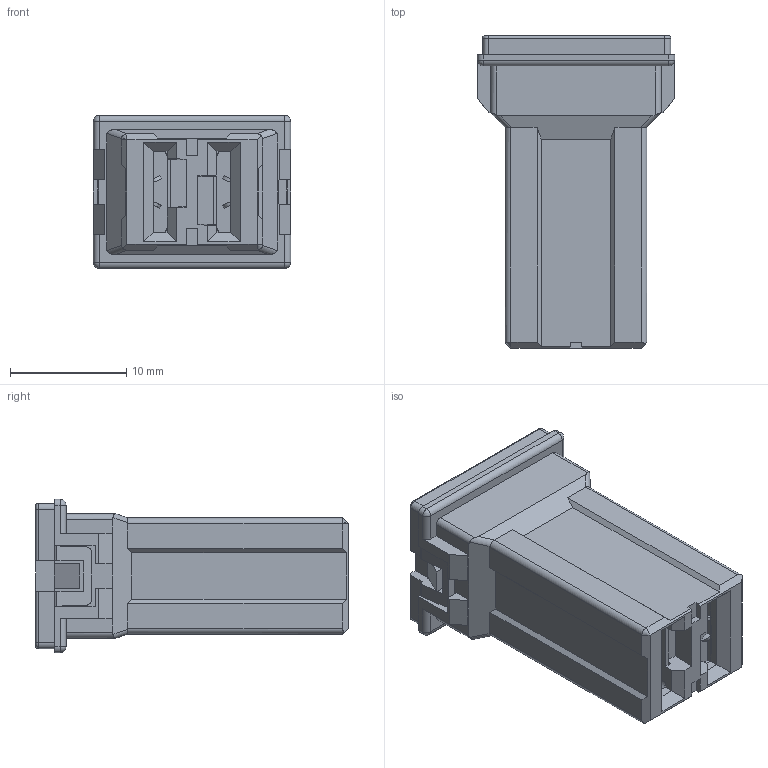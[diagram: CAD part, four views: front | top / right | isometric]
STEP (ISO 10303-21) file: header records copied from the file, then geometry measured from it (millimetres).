
FILE_DESCRIPTION(/* description */ (''),/* implementation_level */ '2;1');
FILE_NAME(/* name */ 'PAL FUSE 32V DC 2938 SERIES 02938000.MXJ.stp',/* time_stamp */ '2023-01-26T12:37:37-06:00',/* author */ (''),/* organization */ (''),/* preprocessor_version */ 'ST-DEVELOPER v18.1',/* originating_system */ 'SIEMENS PLM Software NX 1957',/* authorisation */ '');
FILE_SCHEMA (('AUTOMOTIVE_DESIGN { 1 0 10303 214 3 1 1 1 }'));
Length unit declared in the file: millimetre
Products named in the file (1): OPLa3C3C225423ej
Bounding box: 17 x 26.9 x 13.2 mm (x, y, z)
Volume: 3477.1 mm3; surface area: 1872.3 mm2
Topology: 1 solids, 3 shells, 290 faces, 786 edges, 496 vertices
Faces by surface type: plane 220, cylinder 60, sphere 4, torus 4, cone 2
Entity records: 9026 total; most frequent: CARTESIAN_POINT 1656, ORIENTED_EDGE 1560, DIRECTION 1463, EDGE_CURVE 780, LINE 633, VECTOR 633, VERTEX_POINT 496, AXIS2_PLACEMENT_3D 415
